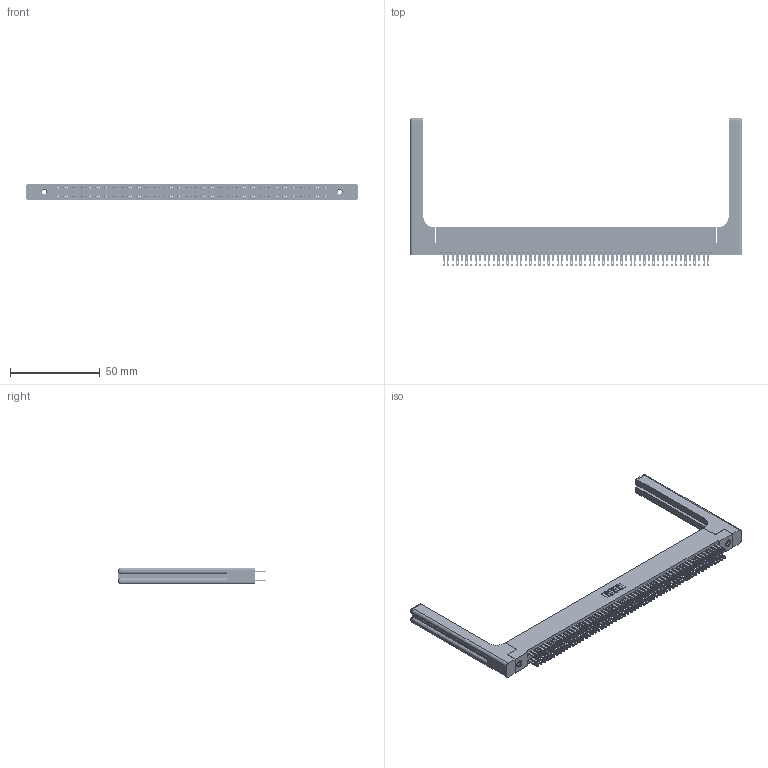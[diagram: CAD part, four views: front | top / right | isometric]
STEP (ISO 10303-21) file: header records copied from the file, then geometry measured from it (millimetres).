
FILE_DESCRIPTION (( 'STEP AP203' ), '1' );
FILE_NAME ('345-118-500-258.STEP', '2019-11-05T17:58:52', ( '' ), ( '' ), 'SwSTEP 2.0', 'SolidWorks 2016', '' );
FILE_SCHEMA (( 'CONFIG_CONTROL_DESIGN' ));
Length unit declared in the file: inch
Products named in the file (5): 345-250-001_345-250-001-102; 345-292-001_345-293-100; 345-220-058_345-220-058; 345-118-500-258; 345 Part_Flush Mounting Lugs - 0.156 Dia-TH
Assembly tree (123 placements, depth 2):
  345-118-500-258
    345 Part_Flush Mounting Lugs - 0.156 Dia-TH
    345-292-001_345-293-100  x118
    345-250-001_345-250-001-102  x2
    345-220-058_345-220-058  x2
Bounding box: 184.89 x 82.47 x 9.4 mm (x, y, z)
Volume: 26953.6 mm3; surface area: 33905.9 mm2
Topology: 123 solids, 123 shells, 5810 faces, 17645 edges, 11742 vertices
Faces by surface type: plane 3414, cylinder 2336, bspline 36, cone 12, sphere 8, torus 4
Entity records: 49116 total; most frequent: CARTESIAN_POINT 9209, ORIENTED_EDGE 7940, DIRECTION 7034, EDGE_CURVE 3970, VECTOR 3506, LINE 3506, VERTEX_POINT 2638, AXIS2_PLACEMENT_3D 1764
